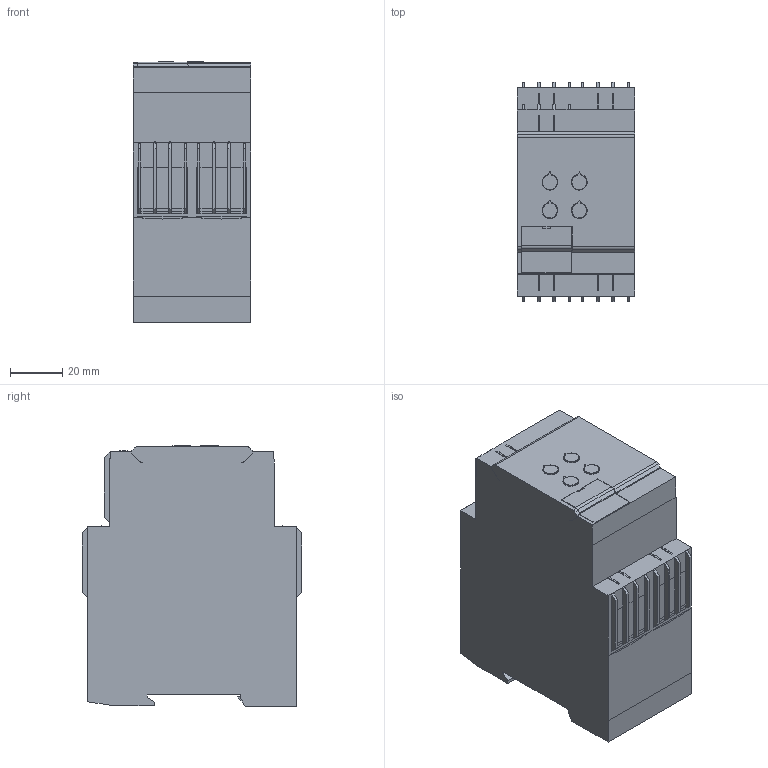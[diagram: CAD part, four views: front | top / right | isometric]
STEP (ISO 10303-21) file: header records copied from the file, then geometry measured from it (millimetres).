
FILE_DESCRIPTION(/* description */ (''),/* implementation_level */ '2;1');
FILE_NAME(/* name */ 'DWB02.stp',/* time_stamp */ '2017-03-07T08:37:28+01:00',/* author */ ('rtamburlin'),/* organization */ (''),/* preprocessor_version */ 'ST-DEVELOPER v16.5',/* originating_system */ 'Autodesk Inventor 2017',/* authorisation */ '');
FILE_SCHEMA (('AUTOMOTIVE_DESIGN { 1 0 10303 214 3 1 1 }'));
Length unit declared in the file: millimetre
Products named in the file (1): DWB02
Bounding box: 45 x 83.56 x 99.4 mm (x, y, z)
Volume: 323113.4 mm3; surface area: 33615.6 mm2
Topology: 1 solids, 1 shells, 425 faces, 1207 edges, 796 vertices
Faces by surface type: plane 362, cylinder 44, torus 12, bspline 5, cone 2
Entity records: 14086 total; most frequent: CARTESIAN_POINT 2550, ORIENTED_EDGE 2414, DIRECTION 2144, EDGE_CURVE 1207, LINE 1080, VECTOR 1080, VERTEX_POINT 796, AXIS2_PLACEMENT_3D 532
